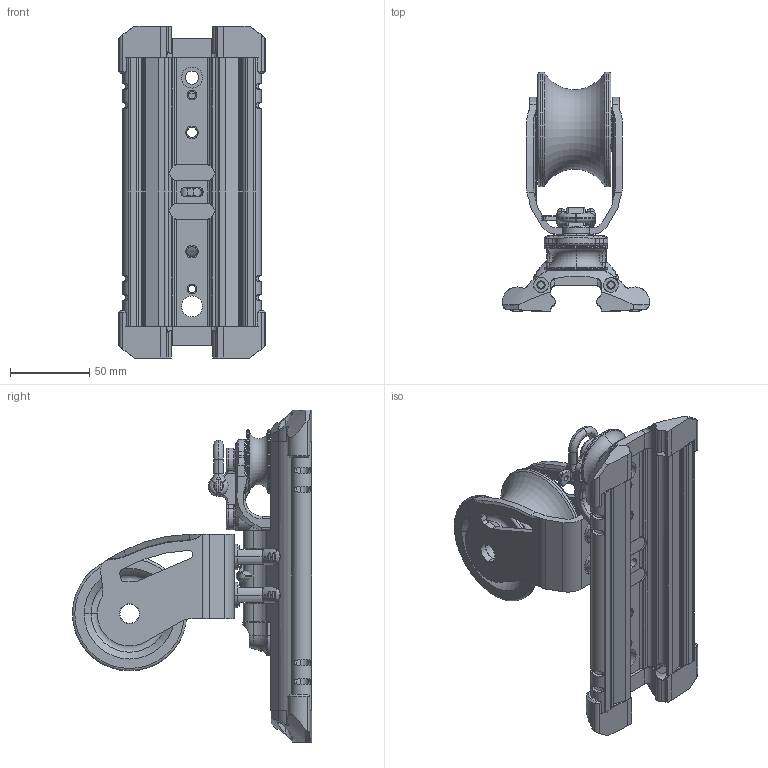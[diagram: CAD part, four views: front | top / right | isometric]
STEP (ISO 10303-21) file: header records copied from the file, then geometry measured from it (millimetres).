
FILE_DESCRIPTION((''),'2;1');
FILE_NAME('29442345_ASM','2007-04-10T',('NBelton'),(''),'PRO/ENGINEER BY PARAMETRIC TECHNOLOGY CORPORATION, 2005450','PRO/ENGINEER BY PARAMETRIC TECHNOLOGY CORPORATION, 2005450','');
FILE_SCHEMA(('CONFIG_CONTROL_DESIGN'));
Length unit declared in the file: millimetre
Products named in the file (23): 25002974; 25002975; 25003494; 25003987; 28003229_ASM; 25003593; 25003557; 25003585; 28003557_ASM; 25002982; 25002983; 28002982_ASM; 25003642; 25003643; 28003642_ASM; 25003656; 25003712; 28003226_ASM; 25003429; 6MM-SHKL; 6MM-SHKLPIN; 25003009_ASM; 29442345_ASM
Assembly tree (26 placements, depth 4):
  29442345_ASM
    28003229_ASM
      25002974
      25002975  x2
      25003494  x2
      25003987  x2
    25003593
    28003557_ASM
      25003557
      25003585
    28003226_ASM
      28002982_ASM
        25002982
        25002983  x2
      28003642_ASM
        25003642
        25003643
      25003656
      25003712
    25003429
    25003009_ASM
      6MM-SHKL
      6MM-SHKLPIN
Bounding box: 92.5 x 150.6 x 209 mm (x, y, z)
Volume: 392289.5 mm3; surface area: 179867.5 mm2
Topology: 20 solids, 28 shells, 1286 faces, 3315 edges, 2085 vertices
Faces by surface type: cylinder 571, plane 349, torus 158, bspline 112, cone 85, sphere 11
Entity records: 39863 total; most frequent: CARTESIAN_POINT 13771, DIRECTION 5507, ORIENTED_EDGE 5400, EDGE_CURVE 2716, AXIS2_PLACEMENT_3D 2235, VERTEX_POINT 1709, CIRCLE 1197, EDGE_LOOP 1157
